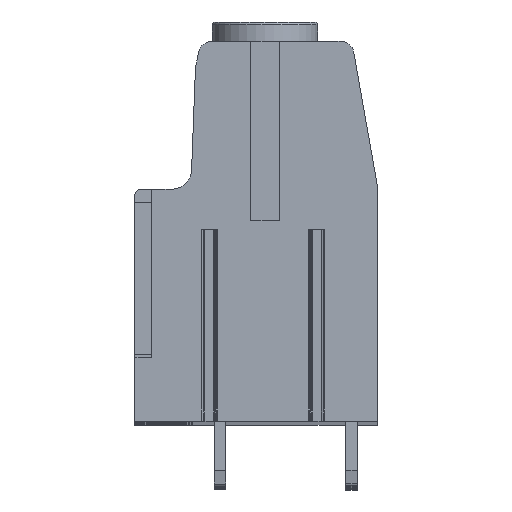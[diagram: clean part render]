
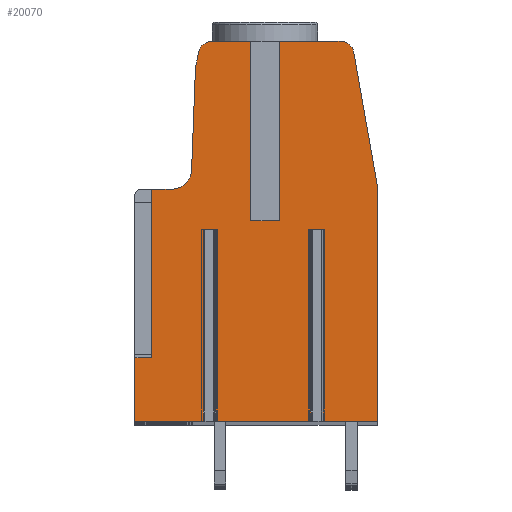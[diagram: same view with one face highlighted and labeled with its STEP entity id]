
A CAD part, top view. The second image highlights one B-rep face of the part: STEP entity #20070.
In plain terms, the highlighted planar face has unit normal (0, 0, 1).
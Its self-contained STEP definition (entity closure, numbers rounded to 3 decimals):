
#16=DIRECTION('',(0.,-1.,0.));
#17=VECTOR('',#16,13.85);
#18=CARTESIAN_POINT('',(1.8,13.9,182.88));
#19=LINE('',#18,#17);
#20=DIRECTION('',(-1.,0.,0.));
#21=VECTOR('',#20,4.762);
#22=CARTESIAN_POINT('',(6.562,13.9,182.88));
#23=LINE('',#22,#21);
#24=CARTESIAN_POINT('',(6.562,12.9,182.88));
#25=DIRECTION('',(0.,0.,1.));
#26=DIRECTION('',(0.985,0.174,0.));
#27=AXIS2_PLACEMENT_3D('',#24,#25,#26);
#29=DIRECTION('',(-0.174,0.985,0.));
#30=VECTOR('',#29,10.381);
#31=CARTESIAN_POINT('',(9.35,2.85,182.88));
#32=LINE('',#31,#30);
#33=DIRECTION('',(0.,1.,0.));
#34=VECTOR('',#33,18.25);
#35=CARTESIAN_POINT('',(9.35,-15.4,182.88));
#36=LINE('',#35,#34);
#37=DIRECTION('',(1.,0.,0.));
#38=VECTOR('',#37,4.173);
#39=CARTESIAN_POINT('',(5.177,-15.4,182.88));
#40=LINE('',#39,#38);
#41=DIRECTION('',(0.,-1.,0.));
#42=VECTOR('',#41,14.8);
#43=CARTESIAN_POINT('',(5.177,-0.6,182.88));
#44=LINE('',#43,#42);
#45=DIRECTION('',(-1.,0.,0.));
#46=VECTOR('',#45,0.955);
#47=CARTESIAN_POINT('',(5.177,-0.6,182.88));
#48=LINE('',#47,#46);
#49=DIRECTION('',(0.,-1.,0.));
#50=VECTOR('',#49,14.8);
#51=CARTESIAN_POINT('',(4.223,-0.6,182.88));
#52=LINE('',#51,#50);
#53=DIRECTION('',(1.,0.,0.));
#54=VECTOR('',#53,7.345);
#55=CARTESIAN_POINT('',(-3.123,-15.4,182.88));
#56=LINE('',#55,#54);
#57=DIRECTION('',(0.,-1.,0.));
#58=VECTOR('',#57,14.8);
#59=CARTESIAN_POINT('',(-3.123,-0.6,182.88));
#60=LINE('',#59,#58);
#61=DIRECTION('',(-1.,0.,0.));
#62=VECTOR('',#61,0.955);
#63=CARTESIAN_POINT('',(-3.123,-0.6,182.88));
#64=LINE('',#63,#62);
#65=DIRECTION('',(0.,-1.,0.));
#66=VECTOR('',#65,14.8);
#67=CARTESIAN_POINT('',(-4.077,-0.6,182.88));
#68=LINE('',#67,#66);
#69=DIRECTION('',(1.,0.,0.));
#70=VECTOR('',#69,5.273);
#71=CARTESIAN_POINT('',(-9.35,-15.4,182.88));
#72=LINE('',#71,#70);
#73=DIRECTION('',(0.,-1.,0.));
#74=VECTOR('',#73,4.9);
#75=CARTESIAN_POINT('',(-9.35,-10.5,182.88));
#76=LINE('',#75,#74);
#77=DIRECTION('',(1.,0.,0.));
#78=VECTOR('',#77,1.3);
#79=CARTESIAN_POINT('',(-9.35,-10.5,182.88));
#80=LINE('',#79,#78);
#81=DIRECTION('',(0.,1.,0.));
#82=VECTOR('',#81,13.);
#83=CARTESIAN_POINT('',(-8.05,-10.5,182.88));
#84=LINE('',#83,#82);
#85=DIRECTION('',(-1.,0.,0.));
#86=VECTOR('',#85,1.578);
#87=CARTESIAN_POINT('',(-6.472,2.5,182.88));
#88=LINE('',#87,#86);
#89=CARTESIAN_POINT('',(-6.472,4.,182.88));
#90=DIRECTION('',(0.,0.,-1.));
#91=DIRECTION('',(0.999,-0.038,0.));
#92=AXIS2_PLACEMENT_3D('',#89,#90,#91);
#94=DIRECTION('',(-0.038,-0.999,0.));
#95=VECTOR('',#94,7.704);
#96=CARTESIAN_POINT('',(-4.681,11.641,182.88));
#97=LINE('',#96,#95);
#98=CARTESIAN_POINT('',(-1.683,11.527,182.88));
#99=DIRECTION('',(0.,0.,1.));
#100=DIRECTION('',(-0.978,0.208,0.));
#101=AXIS2_PLACEMENT_3D('',#98,#99,#100);
#103=DIRECTION('',(-0.208,-0.978,0.));
#104=VECTOR('',#103,0.978);
#105=CARTESIAN_POINT('',(-4.414,13.108,182.88));
#106=LINE('',#105,#104);
#107=CARTESIAN_POINT('',(-3.436,12.9,182.88));
#108=DIRECTION('',(0.,0.,1.));
#109=DIRECTION('',(0.,1.,0.));
#110=AXIS2_PLACEMENT_3D('',#107,#108,#109);
#112=DIRECTION('',(-1.,0.,0.));
#113=VECTOR('',#112,3.036);
#114=CARTESIAN_POINT('',(-0.4,13.9,182.88));
#115=LINE('',#114,#113);
#116=DIRECTION('',(0.,-1.,0.));
#117=VECTOR('',#116,13.85);
#118=CARTESIAN_POINT('',(-0.4,13.9,182.88));
#119=LINE('',#118,#117);
#120=DIRECTION('',(1.,0.,0.));
#121=VECTOR('',#120,2.2);
#122=CARTESIAN_POINT('',(-0.4,0.05,182.88));
#123=LINE('',#122,#121);
#15589=CARTESIAN_POINT('',(9.35,-15.4,182.88));
#15590=CARTESIAN_POINT('',(9.35,2.85,182.88));
#15591=VERTEX_POINT('',#15589);
#15592=VERTEX_POINT('',#15590);
#15593=CARTESIAN_POINT('',(7.547,13.074,182.88));
#15594=VERTEX_POINT('',#15593);
#15595=CARTESIAN_POINT('',(6.562,13.9,182.88));
#15596=VERTEX_POINT('',#15595);
#15597=CARTESIAN_POINT('',(-3.436,13.9,182.88));
#15598=CARTESIAN_POINT('',(-4.414,13.108,182.88));
#15599=VERTEX_POINT('',#15597);
#15600=VERTEX_POINT('',#15598);
#15601=CARTESIAN_POINT('',(-4.617,12.151,182.88));
#15602=VERTEX_POINT('',#15601);
#15603=CARTESIAN_POINT('',(-4.681,11.641,182.88));
#15604=VERTEX_POINT('',#15603);
#15605=CARTESIAN_POINT('',(-4.973,3.943,182.88));
#15606=VERTEX_POINT('',#15605);
#15607=CARTESIAN_POINT('',(-6.472,2.5,182.88));
#15608=VERTEX_POINT('',#15607);
#15725=CARTESIAN_POINT('',(5.177,-15.4,182.88));
#15726=VERTEX_POINT('',#15725);
#15728=CARTESIAN_POINT('',(4.223,-15.4,182.88));
#15730=VERTEX_POINT('',#15728);
#15741=CARTESIAN_POINT('',(-3.123,-15.4,182.88));
#15742=VERTEX_POINT('',#15741);
#15744=CARTESIAN_POINT('',(-4.077,-15.4,182.88));
#15746=VERTEX_POINT('',#15744);
#15751=CARTESIAN_POINT('',(5.177,-0.6,182.88));
#15752=CARTESIAN_POINT('',(4.223,-0.6,182.88));
#15753=VERTEX_POINT('',#15751);
#15754=VERTEX_POINT('',#15752);
#15755=CARTESIAN_POINT('',(-3.123,-0.6,182.88));
#15756=CARTESIAN_POINT('',(-4.077,-0.6,182.88));
#15757=VERTEX_POINT('',#15755);
#15758=VERTEX_POINT('',#15756);
#15759=CARTESIAN_POINT('',(-9.35,-15.4,182.88));
#15760=VERTEX_POINT('',#15759);
#15963=CARTESIAN_POINT('',(-9.35,-10.5,182.88));
#15964=CARTESIAN_POINT('',(-8.05,-10.5,182.88));
#15965=VERTEX_POINT('',#15963);
#15966=VERTEX_POINT('',#15964);
#15967=CARTESIAN_POINT('',(-8.05,2.5,182.88));
#15968=VERTEX_POINT('',#15967);
#16119=CARTESIAN_POINT('',(1.8,13.9,182.88));
#16120=CARTESIAN_POINT('',(1.8,0.05,182.88));
#16121=VERTEX_POINT('',#16119);
#16122=VERTEX_POINT('',#16120);
#16123=CARTESIAN_POINT('',(-0.4,13.9,182.88));
#16124=CARTESIAN_POINT('',(-0.4,0.05,182.88));
#16125=VERTEX_POINT('',#16123);
#16126=VERTEX_POINT('',#16124);
#20011=CARTESIAN_POINT('',(0.,0.,182.88));
#20012=DIRECTION('',(0.,0.,1.));
#20013=DIRECTION('',(1.,0.,0.));
#20014=AXIS2_PLACEMENT_3D('',#20011,#20012,#20013);
#20015=PLANE('',#20014);
#20017=ORIENTED_EDGE('',*,*,#20016,.F.);
#20019=ORIENTED_EDGE('',*,*,#20018,.F.);
#20021=ORIENTED_EDGE('',*,*,#20020,.F.);
#20023=ORIENTED_EDGE('',*,*,#20022,.F.);
#20025=ORIENTED_EDGE('',*,*,#20024,.F.);
#20027=ORIENTED_EDGE('',*,*,#20026,.F.);
#20029=ORIENTED_EDGE('',*,*,#20028,.F.);
#20031=ORIENTED_EDGE('',*,*,#20030,.T.);
#20033=ORIENTED_EDGE('',*,*,#20032,.T.);
#20035=ORIENTED_EDGE('',*,*,#20034,.F.);
#20037=ORIENTED_EDGE('',*,*,#20036,.F.);
#20039=ORIENTED_EDGE('',*,*,#20038,.T.);
#20041=ORIENTED_EDGE('',*,*,#20040,.T.);
#20043=ORIENTED_EDGE('',*,*,#20042,.F.);
#20045=ORIENTED_EDGE('',*,*,#20044,.F.);
#20047=ORIENTED_EDGE('',*,*,#20046,.T.);
#20049=ORIENTED_EDGE('',*,*,#20048,.T.);
#20051=ORIENTED_EDGE('',*,*,#20050,.F.);
#20053=ORIENTED_EDGE('',*,*,#20052,.F.);
#20055=ORIENTED_EDGE('',*,*,#20054,.F.);
#20057=ORIENTED_EDGE('',*,*,#20056,.F.);
#20059=ORIENTED_EDGE('',*,*,#20058,.F.);
#20061=ORIENTED_EDGE('',*,*,#20060,.F.);
#20063=ORIENTED_EDGE('',*,*,#20062,.F.);
#20065=ORIENTED_EDGE('',*,*,#20064,.T.);
#20067=ORIENTED_EDGE('',*,*,#20066,.T.);
#20068=EDGE_LOOP('',(#20017,#20019,#20021,#20023,#20025,#20027,#20029,#20031,
#20033,#20035,#20037,#20039,#20041,#20043,#20045,#20047,#20049,#20051,#20053,
#20055,#20057,#20059,#20061,#20063,#20065,#20067));
#20069=FACE_OUTER_BOUND('',#20068,.F.);
#28=CIRCLE('',#27,1.);
#93=CIRCLE('',#92,1.5);
#102=CIRCLE('',#101,3.);
#111=CIRCLE('',#110,1.);
#20016=EDGE_CURVE('',#16121,#16122,#19,.T.);
#20018=EDGE_CURVE('',#15596,#16121,#23,.T.);
#20020=EDGE_CURVE('',#15594,#15596,#28,.T.);
#20022=EDGE_CURVE('',#15592,#15594,#32,.T.);
#20024=EDGE_CURVE('',#15591,#15592,#36,.T.);
#20026=EDGE_CURVE('',#15726,#15591,#40,.T.);
#20028=EDGE_CURVE('',#15753,#15726,#44,.T.);
#20030=EDGE_CURVE('',#15753,#15754,#48,.T.);
#20032=EDGE_CURVE('',#15754,#15730,#52,.T.);
#20034=EDGE_CURVE('',#15742,#15730,#56,.T.);
#20036=EDGE_CURVE('',#15757,#15742,#60,.T.);
#20038=EDGE_CURVE('',#15757,#15758,#64,.T.);
#20040=EDGE_CURVE('',#15758,#15746,#68,.T.);
#20042=EDGE_CURVE('',#15760,#15746,#72,.T.);
#20044=EDGE_CURVE('',#15965,#15760,#76,.T.);
#20046=EDGE_CURVE('',#15965,#15966,#80,.T.);
#20048=EDGE_CURVE('',#15966,#15968,#84,.T.);
#20050=EDGE_CURVE('',#15608,#15968,#88,.T.);
#20052=EDGE_CURVE('',#15606,#15608,#93,.T.);
#20054=EDGE_CURVE('',#15604,#15606,#97,.T.);
#20056=EDGE_CURVE('',#15602,#15604,#102,.T.);
#20058=EDGE_CURVE('',#15600,#15602,#106,.T.);
#20060=EDGE_CURVE('',#15599,#15600,#111,.T.);
#20062=EDGE_CURVE('',#16125,#15599,#115,.T.);
#20064=EDGE_CURVE('',#16125,#16126,#119,.T.);
#20066=EDGE_CURVE('',#16126,#16122,#123,.T.);
#20070=ADVANCED_FACE('',(#20069),#20015,.T.);
